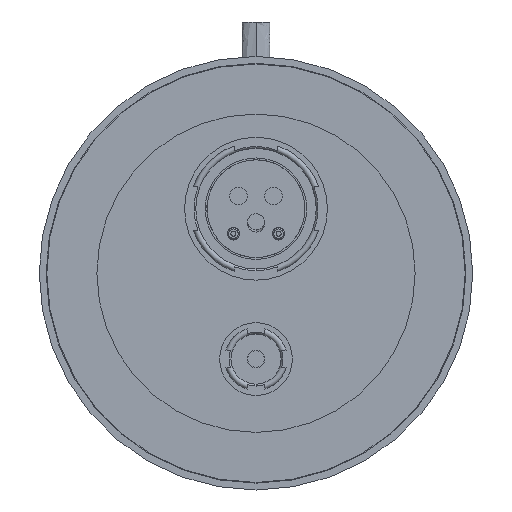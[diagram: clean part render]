
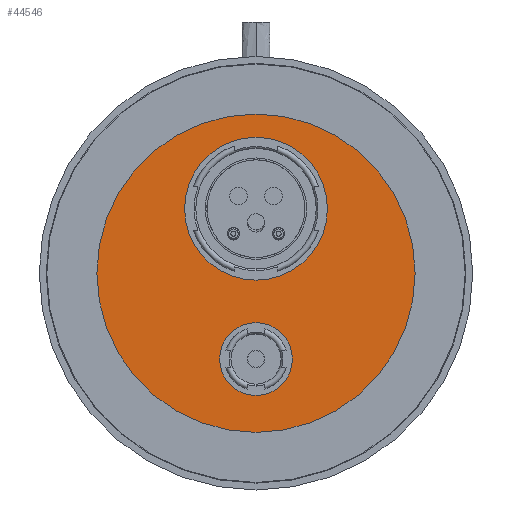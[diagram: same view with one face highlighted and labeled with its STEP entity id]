
A CAD part, front view. The second image highlights one B-rep face of the part: STEP entity #44546.
In plain terms, the highlighted planar face has unit normal (0, -1, 0).
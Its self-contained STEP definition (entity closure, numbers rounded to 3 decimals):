
#43425=CARTESIAN_POINT('',(0.,57.,-0.25));
#43426=DIRECTION('',(0.,1.,0.));
#43427=DIRECTION('',(-1.,0.,0.));
#43428=AXIS2_PLACEMENT_3D('',#43425,#43426,#43427);
#43430=CARTESIAN_POINT('',(0.,57.,-0.25));
#43431=DIRECTION('',(0.,1.,0.));
#43432=DIRECTION('',(1.,0.,0.));
#43433=AXIS2_PLACEMENT_3D('',#43430,#43431,#43432);
#43435=CARTESIAN_POINT('',(0.,57.,25.5));
#43436=DIRECTION('',(0.,-1.,0.));
#43437=DIRECTION('',(-1.,0.,0.));
#43438=AXIS2_PLACEMENT_3D('',#43435,#43436,#43437);
#43440=CARTESIAN_POINT('',(0.,57.,25.5));
#43441=DIRECTION('',(0.,-1.,0.));
#43442=DIRECTION('',(1.,0.,0.));
#43443=AXIS2_PLACEMENT_3D('',#43440,#43441,#43442);
#43445=CARTESIAN_POINT('',(0.,57.,-34.5));
#43446=DIRECTION('',(0.,-1.,0.));
#43447=DIRECTION('',(-1.,0.,0.));
#43448=AXIS2_PLACEMENT_3D('',#43445,#43446,#43447);
#43450=CARTESIAN_POINT('',(0.,57.,-34.5));
#43451=DIRECTION('',(0.,-1.,0.));
#43452=DIRECTION('',(1.,0.,0.));
#43453=AXIS2_PLACEMENT_3D('',#43450,#43451,#43452);
#43916=CARTESIAN_POINT('',(-28.5,57.,25.5));
#43917=CARTESIAN_POINT('',(28.5,57.,25.5));
#43918=VERTEX_POINT('',#43916);
#43919=VERTEX_POINT('',#43917);
#43920=CARTESIAN_POINT('',(-14.5,57.,-34.5));
#43921=CARTESIAN_POINT('',(14.5,57.,-34.5));
#43922=VERTEX_POINT('',#43920);
#43923=VERTEX_POINT('',#43921);
#44084=CARTESIAN_POINT('',(-63.5,57.,-0.25));
#44085=CARTESIAN_POINT('',(63.5,57.,-0.25));
#44086=VERTEX_POINT('',#44084);
#44087=VERTEX_POINT('',#44085);
#44524=CARTESIAN_POINT('',(0.,57.,-0.25));
#44525=DIRECTION('',(0.,1.,0.));
#44526=DIRECTION('',(1.,0.,0.));
#44527=AXIS2_PLACEMENT_3D('',#44524,#44525,#44526);
#44528=PLANE('',#44527);
#44529=ORIENTED_EDGE('',*,*,#44507,.T.);
#44531=ORIENTED_EDGE('',*,*,#44530,.T.);
#44532=EDGE_LOOP('',(#44529,#44531));
#44533=FACE_OUTER_BOUND('',#44532,.F.);
#44535=ORIENTED_EDGE('',*,*,#44534,.T.);
#44537=ORIENTED_EDGE('',*,*,#44536,.T.);
#44538=EDGE_LOOP('',(#44535,#44537));
#44539=FACE_BOUND('',#44538,.F.);
#44541=ORIENTED_EDGE('',*,*,#44540,.T.);
#44543=ORIENTED_EDGE('',*,*,#44542,.T.);
#44544=EDGE_LOOP('',(#44541,#44543));
#44545=FACE_BOUND('',#44544,.F.);
#44546=ADVANCED_FACE('',(#44533,#44539,#44545),#44528,.F.);
#43429=CIRCLE('',#43428,63.5);
#43434=CIRCLE('',#43433,63.5);
#43439=CIRCLE('',#43438,28.5);
#43444=CIRCLE('',#43443,28.5);
#43449=CIRCLE('',#43448,14.5);
#43454=CIRCLE('',#43453,14.5);
#44507=EDGE_CURVE('',#44086,#44087,#43429,.T.);
#44530=EDGE_CURVE('',#44087,#44086,#43434,.T.);
#44534=EDGE_CURVE('',#43918,#43919,#43439,.T.);
#44536=EDGE_CURVE('',#43919,#43918,#43444,.T.);
#44540=EDGE_CURVE('',#43922,#43923,#43449,.T.);
#44542=EDGE_CURVE('',#43923,#43922,#43454,.T.);
